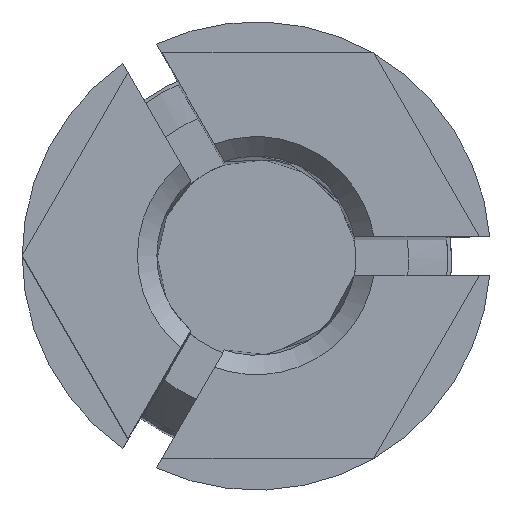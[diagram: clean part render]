
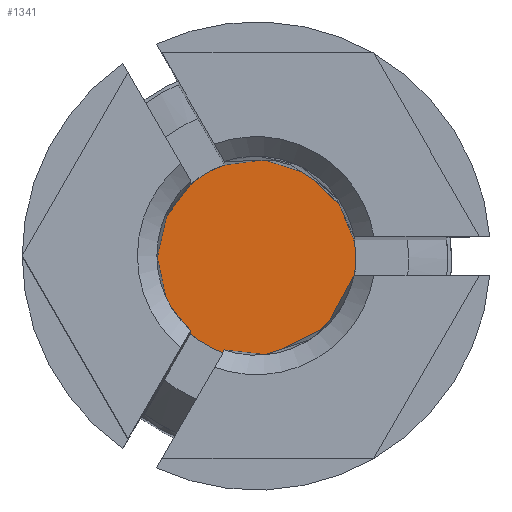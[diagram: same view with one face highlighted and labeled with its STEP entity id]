
A CAD part, top view. The second image highlights one B-rep face of the part: STEP entity #1341.
In plain terms, the highlighted free-form (B-spline) face has degree [1, 1] with [2, 2] control points.
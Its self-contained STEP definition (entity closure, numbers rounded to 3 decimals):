
#361 = VERTEX_POINT('',#362);
#362 = CARTESIAN_POINT('',(-1.586,0.,
    20.904));
#367 = EDGE_CURVE('',#368,#361,#370,.T.);
#368 = VERTEX_POINT('',#369);
#369 = CARTESIAN_POINT('',(1.586,0.,20.904));
#370 = ( BOUNDED_CURVE() B_SPLINE_CURVE(2,(#371,#372,#373,#374,#375),
.UNSPECIFIED.,.F.,.F.) B_SPLINE_CURVE_WITH_KNOTS((3,2,3),(0.,
1.571,3.142),.PIECEWISE_BEZIER_KNOTS.) CURVE() 
GEOMETRIC_REPRESENTATION_ITEM() RATIONAL_B_SPLINE_CURVE((1.,
0.707,1.,0.707,1.)) REPRESENTATION_ITEM('') );
#371 = CARTESIAN_POINT('',(1.586,0.,20.904));
#372 = CARTESIAN_POINT('',(1.586,-1.586,
    20.904));
#373 = CARTESIAN_POINT('',(0.,-1.586,
    20.904));
#374 = CARTESIAN_POINT('',(-1.586,-1.586,
    20.904));
#375 = CARTESIAN_POINT('',(-1.586,0.,
    20.904));
#377 = EDGE_CURVE('',#361,#368,#378,.T.);
#378 = ( BOUNDED_CURVE() B_SPLINE_CURVE(2,(#379,#380,#381,#382,#383),
.UNSPECIFIED.,.F.,.F.) B_SPLINE_CURVE_WITH_KNOTS((3,2,3),(3.142,
4.712,6.283),.PIECEWISE_BEZIER_KNOTS.) CURVE() 
GEOMETRIC_REPRESENTATION_ITEM() RATIONAL_B_SPLINE_CURVE((1.,
0.707,1.,0.707,1.)) REPRESENTATION_ITEM('') );
#379 = CARTESIAN_POINT('',(-1.586,0.,
    20.904));
#380 = CARTESIAN_POINT('',(-1.586,1.586,
    20.904));
#381 = CARTESIAN_POINT('',(0.,1.586,
    20.904));
#382 = CARTESIAN_POINT('',(1.586,1.586,20.904
    ));
#383 = CARTESIAN_POINT('',(1.586,0.,
    20.904));
#1341 = ADVANCED_FACE('',(#1342),#1346,.T.);
#1342 = FACE_BOUND('',#1343,.T.);
#1343 = EDGE_LOOP('',(#1344,#1345));
#1344 = ORIENTED_EDGE('',*,*,#367,.F.);
#1345 = ORIENTED_EDGE('',*,*,#377,.F.);
#1346 = B_SPLINE_SURFACE_WITH_KNOTS('',1,1,(
    (#1347,#1348)
    ,(#1349,#1350
  )),.UNSPECIFIED.,.F.,.F.,.F.,(2,2),(2,2),(-1.275,1.275),(-1.275,1.275)
  ,.PIECEWISE_BEZIER_KNOTS.);
#1347 = CARTESIAN_POINT('',(-1.586,-1.586,
    20.904));
#1348 = CARTESIAN_POINT('',(-1.586,1.586,
    20.904));
#1349 = CARTESIAN_POINT('',(1.586,-1.586,
    20.904));
#1350 = CARTESIAN_POINT('',(1.586,1.586,
    20.904));
